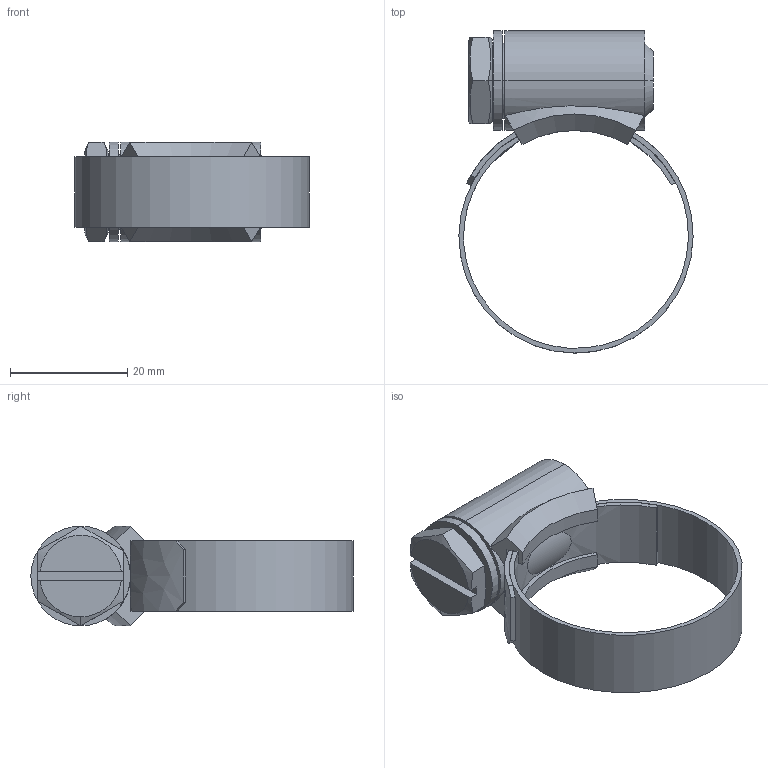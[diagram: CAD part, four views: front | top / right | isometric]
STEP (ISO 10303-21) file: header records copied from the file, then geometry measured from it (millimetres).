
FILE_DESCRIPTION (( 'STEP AP203' ), '1' );
FILE_NAME ('3D-R148_26.38_171781120.STEP', '2024-08-31T18:19:53', ( '' ), ( '' ), 'SwSTEP 2.0', 'SolidWorks 2024', '' );
FILE_SCHEMA (( 'CONFIG_CONTROL_DESIGN' ));
Length unit declared in the file: millimetre
Products named in the file (1): 3D-R148_26.38_171781120
Bounding box: 39.95 x 54.97 x 17 mm (x, y, z)
Volume: 8364.9 mm3; surface area: 7772.1 mm2
Topology: 2 solids, 3 shells, 80 faces, 206 edges, 133 vertices
Faces by surface type: plane 39, cylinder 27, cone 11, bspline 3
Entity records: 4230 total; most frequent: CARTESIAN_POINT 2305, ORIENTED_EDGE 412, DIRECTION 329, EDGE_CURVE 206, VERTEX_POINT 133, AXIS2_PLACEMENT_3D 121, EDGE_LOOP 97, LINE 87
